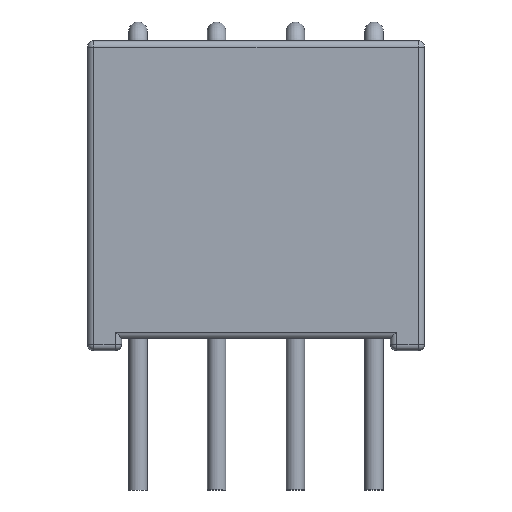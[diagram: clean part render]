
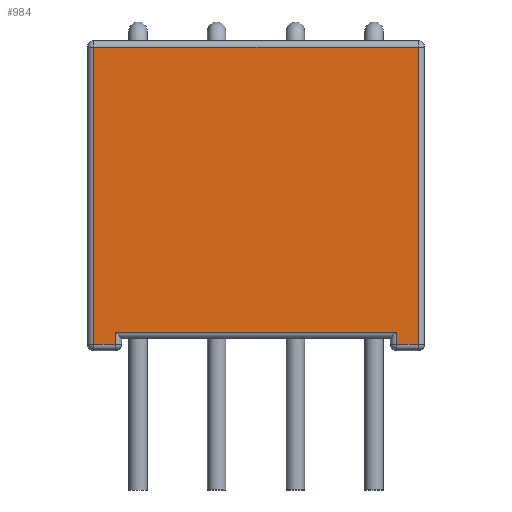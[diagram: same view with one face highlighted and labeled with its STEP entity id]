
A CAD part, left-side view. The second image highlights one B-rep face of the part: STEP entity #984.
In plain terms, the highlighted planar face has unit normal (-1, 0, 0).
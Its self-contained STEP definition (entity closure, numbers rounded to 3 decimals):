
#203=ORIENTED_EDGE('',*,*,#451,.T.);
#204=ORIENTED_EDGE('',*,*,#452,.T.);
#205=ORIENTED_EDGE('',*,*,#453,.T.);
#206=ORIENTED_EDGE('',*,*,#454,.T.);
#207=ORIENTED_EDGE('',*,*,#455,.T.);
#208=ORIENTED_EDGE('',*,*,#456,.T.);
#209=ORIENTED_EDGE('',*,*,#457,.T.);
#210=ORIENTED_EDGE('',*,*,#458,.T.);
#451=EDGE_CURVE('',#575,#576,#649,.F.);
#452=EDGE_CURVE('',#576,#577,#650,.T.);
#453=EDGE_CURVE('',#577,#578,#651,.T.);
#454=EDGE_CURVE('',#578,#579,#652,.T.);
#455=EDGE_CURVE('',#579,#580,#653,.F.);
#456=EDGE_CURVE('',#580,#581,#654,.F.);
#457=EDGE_CURVE('',#581,#582,#655,.T.);
#458=EDGE_CURVE('',#582,#575,#656,.T.);
#575=VERTEX_POINT('',#1651);
#576=VERTEX_POINT('',#1652);
#577=VERTEX_POINT('',#1654);
#578=VERTEX_POINT('',#1656);
#579=VERTEX_POINT('',#1658);
#580=VERTEX_POINT('',#1660);
#581=VERTEX_POINT('',#1662);
#582=VERTEX_POINT('',#1664);
#649=LINE('',#1650,#695);
#650=LINE('',#1653,#696);
#651=LINE('',#1655,#697);
#652=LINE('',#1657,#698);
#653=LINE('',#1659,#699);
#654=LINE('',#1661,#700);
#655=LINE('',#1663,#701);
#656=LINE('',#1665,#702);
#695=VECTOR('',#1279,1000.);
#696=VECTOR('',#1280,1000.);
#697=VECTOR('',#1281,1000.);
#698=VECTOR('',#1282,1000.);
#699=VECTOR('',#1283,1000.);
#700=VECTOR('',#1284,1000.);
#701=VECTOR('',#1285,1000.);
#702=VECTOR('',#1286,1000.);
#740=EDGE_LOOP('',(#203,#204,#205,#206,#207,#208,#209,#210));
#860=FACE_BOUND('',#740,.T.);
#972=PLANE('',#1094);
#984=ADVANCED_FACE('',(#860),#972,.F.);
#1094=AXIS2_PLACEMENT_3D('',#1649,#1277,#1278);
#1277=DIRECTION('',(1.,0.,0.));
#1278=DIRECTION('',(0.,0.,-1.));
#1279=DIRECTION('',(0.,0.,-1.));
#1280=DIRECTION('',(0.,-1.,0.));
#1281=DIRECTION('',(0.,0.,-1.));
#1282=DIRECTION('',(0.,-1.,0.));
#1283=DIRECTION('',(0.,0.,-1.));
#1284=DIRECTION('',(0.,-1.,0.));
#1285=DIRECTION('',(0.,0.,-1.));
#1286=DIRECTION('',(0.,-1.,0.));
#1649=CARTESIAN_POINT('',(-2.745,5.44,10.));
#1650=CARTESIAN_POINT('',(-2.745,4.54,0.4));
#1651=CARTESIAN_POINT('',(-2.745,4.54,0.2));
#1652=CARTESIAN_POINT('',(-2.745,4.54,0.6));
#1653=CARTESIAN_POINT('',(-2.745,5.44,0.6));
#1654=CARTESIAN_POINT('',(-2.745,-4.54,0.6));
#1655=CARTESIAN_POINT('',(-2.745,-4.54,0.));
#1656=CARTESIAN_POINT('',(-2.745,-4.54,0.2));
#1657=CARTESIAN_POINT('',(-2.745,5.44,0.2));
#1658=CARTESIAN_POINT('',(-2.745,-5.24,0.2));
#1659=CARTESIAN_POINT('',(-2.745,-5.24,10.));
#1660=CARTESIAN_POINT('',(-2.745,-5.24,9.8));
#1661=CARTESIAN_POINT('',(-2.745,5.44,9.8));
#1662=CARTESIAN_POINT('',(-2.745,5.24,9.8));
#1663=CARTESIAN_POINT('',(-2.745,5.24,10.));
#1664=CARTESIAN_POINT('',(-2.745,5.24,0.2));
#1665=CARTESIAN_POINT('',(-2.745,5.44,0.2));
